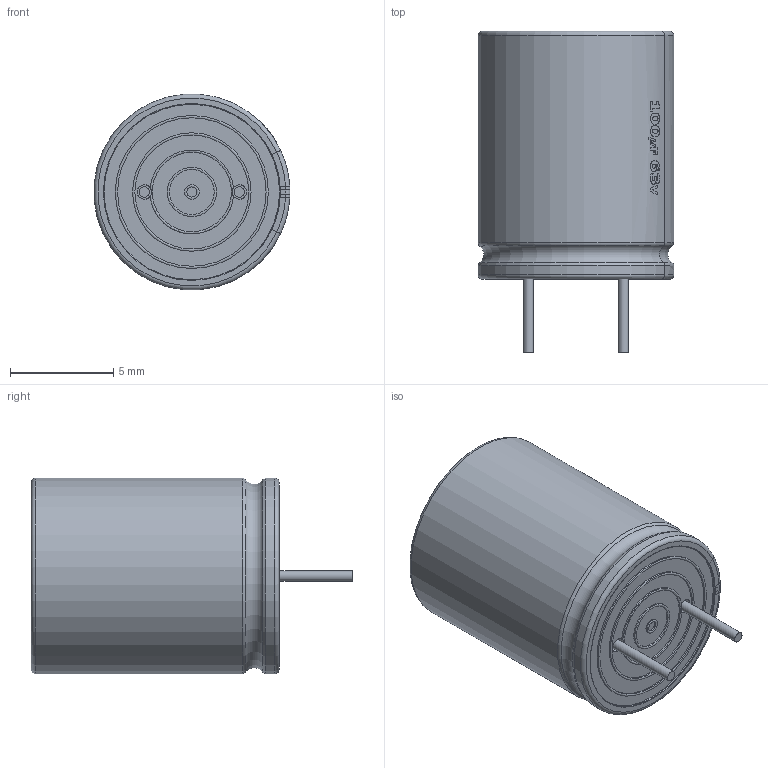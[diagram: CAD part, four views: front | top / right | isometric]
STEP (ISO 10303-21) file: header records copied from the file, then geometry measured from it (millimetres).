
FILE_DESCRIPTION(/* description */ (''),/* implementation_level */ '2;1');
FILE_NAME(/* name */ '100uF 63V electr -9.5x12mm -P.diameter 4.6mm .stp',/* time_stamp */ '2022-03-11T23:18:15+01:00',/* author */ ('JOSE LUIS'),/* organization */ (''),/* preprocessor_version */ 'ST-DEVELOPER v18',/* originating_system */ 'Autodesk Inventor 2020',/* authorisation */ '');
FILE_SCHEMA (('AUTOMOTIVE_DESIGN { 1 0 10303 214 3 1 1 }'));
Length unit declared in the file: millimetre
Products named in the file (1): 100uF 63V electr -9.5x12mm -P.diameter 4.6mm 
Bounding box: 9.48 x 15.57 x 9.46 mm (x, y, z)
Volume: 835 mm3; surface area: 529.5 mm2
Topology: 3 solids, 3 shells, 122 faces, 509 edges, 418 vertices
Faces by surface type: cylinder 59, plane 38, torus 25
Full cylindrical faces by diameter (mm): 0.49 x1, 0.5 x2, 0.7 x2, 0.71 x1, 2.165 x1, 2.385 x1, 3.84 x1, 5.515 x1, 5.735 x1, 7.19 x1, 7.41 x1, 8.5 x2
Entity records: 6545 total; most frequent: CARTESIAN_POINT 1967, ORIENTED_EDGE 1018, DIRECTION 855, EDGE_CURVE 509, VERTEX_POINT 418, AXIS2_PLACEMENT_3D 355, CIRCLE 228, EDGE_LOOP 151
